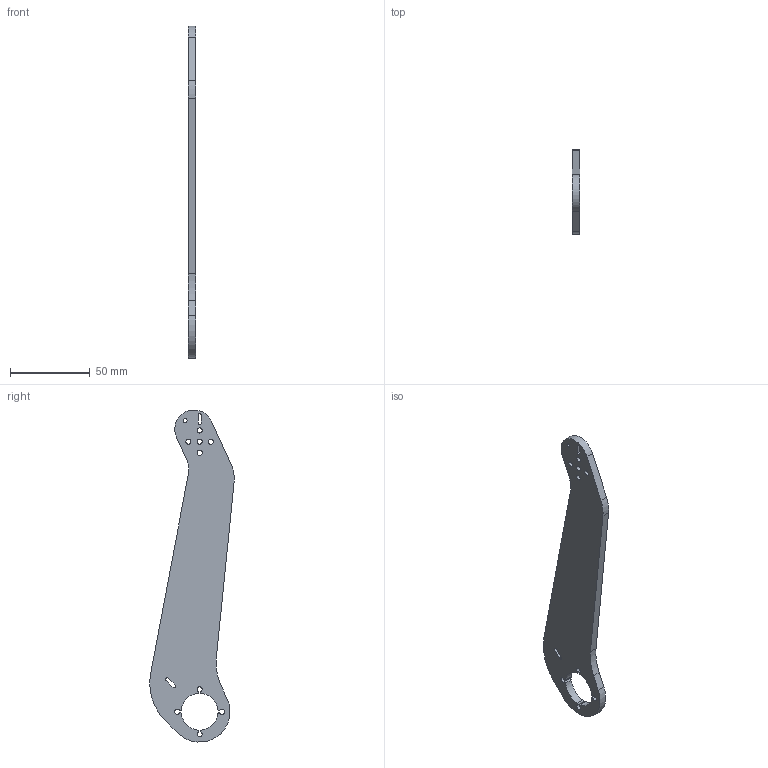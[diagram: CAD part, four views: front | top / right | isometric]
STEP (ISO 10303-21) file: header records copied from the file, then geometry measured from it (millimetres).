
FILE_DESCRIPTION(/* description */ (''),/* implementation_level */ '2;1');
FILE_NAME(/* name */ 'link_2 v1.step',/* time_stamp */ '2023-03-27T17:46:50+05:30',/* author */ (''),/* organization */ (''),/* preprocessor_version */ 'ST-DEVELOPER v19.2',/* originating_system */ 'Autodesk Translation Framework v11.17.0.187',/* authorisation */ '');
FILE_SCHEMA (('AUTOMOTIVE_DESIGN { 1 0 10303 214 3 1 1 }'));
Length unit declared in the file: millimetre
Products named in the file (2): link_2; link_2_1
Assembly tree (1 placements, depth 2):
  link_2
    link_2_1
Bounding box: 5 x 52.84 x 207.58 mm (x, y, z)
Volume: 32262.1 mm3; surface area: 16227.4 mm2
Topology: 1 solids, 1 shells, 44 faces, 126 edges, 84 vertices
Faces by surface type: cylinder 32, plane 12
Full cylindrical faces by diameter (mm): 2.4 x1, 3.2 x5
Entity records: 1570 total; most frequent: DIRECTION 284, CARTESIAN_POINT 257, ORIENTED_EDGE 252, EDGE_CURVE 126, AXIS2_PLACEMENT_3D 111, VERTEX_POINT 84, CIRCLE 64, EDGE_LOOP 62
